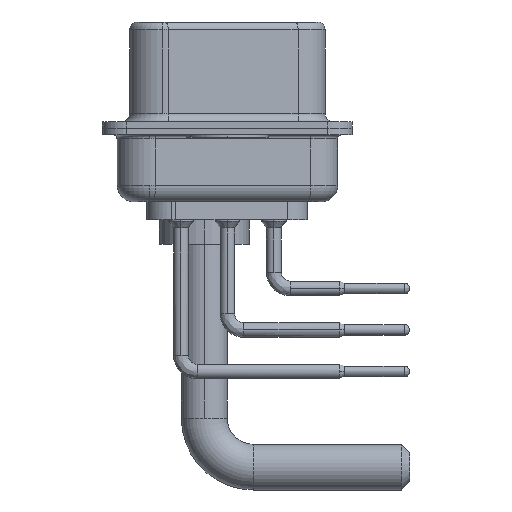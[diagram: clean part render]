
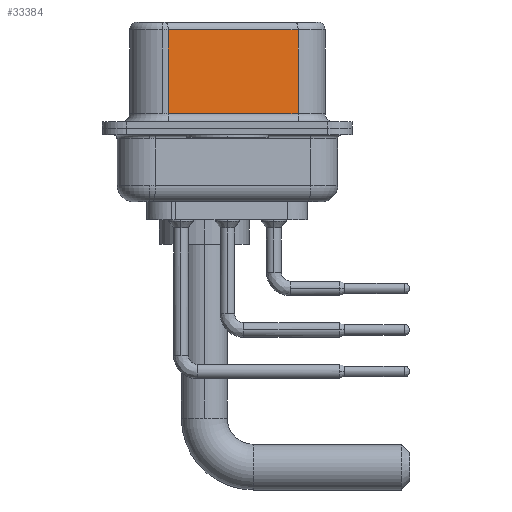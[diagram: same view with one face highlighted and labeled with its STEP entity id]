
A CAD part, left-side view. The second image highlights one B-rep face of the part: STEP entity #33384.
In plain terms, the highlighted planar face has unit normal (-0.985, -0.174, 0).
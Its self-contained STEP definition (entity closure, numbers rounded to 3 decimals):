
#398 = EDGE_CURVE ( 'NONE', #32493, #7966, #11619, .T. ) ;
#2063 = ORIENTED_EDGE ( 'NONE', *, *, #398, .T. ) ;
#2110 = CARTESIAN_POINT ( 'NONE',  ( 3.73, 3.628, 6.02 ) ) ;
#2694 = PLANE ( 'NONE',  #18069 ) ;
#3336 = DIRECTION ( 'NONE',  ( -0.174, 0.985, 0. ) ) ;
#3861 = CARTESIAN_POINT ( 'NONE',  ( 5.132, -4.322, 6.02 ) ) ;
#5314 = VECTOR ( 'NONE', #3336, 1000. ) ;
#6825 = VECTOR ( 'NONE', #23768, 1000. ) ;
#7966 = VERTEX_POINT ( 'NONE', #2110 ) ;
#8634 = EDGE_LOOP ( 'NONE', ( #26050, #2063, #25546, #14153 ) ) ;
#9735 = EDGE_CURVE ( 'NONE', #7966, #31964, #17747, .T. ) ;
#11619 = LINE ( 'NONE', #3861, #5314 ) ;
#11730 = CARTESIAN_POINT ( 'NONE',  ( 5.132, -4.322, 0.9 ) ) ;
#12764 = CARTESIAN_POINT ( 'NONE',  ( 5.132, -4.322, 6.52 ) ) ;
#13147 = FACE_OUTER_BOUND ( 'NONE', #8634, .T. ) ;
#13682 = DIRECTION ( 'NONE',  ( 0.985, 0.174, 0. ) ) ;
#14153 = ORIENTED_EDGE ( 'NONE', *, *, #33048, .T. ) ;
#17131 = LINE ( 'NONE', #11730, #34126 ) ;
#17747 = LINE ( 'NONE', #28721, #31221 ) ;
#18069 = AXIS2_PLACEMENT_3D ( 'NONE', #24495, #13682, #21272 ) ;
#18268 = CARTESIAN_POINT ( 'NONE',  ( 3.73, 3.628, 0.9 ) ) ;
#21272 = DIRECTION ( 'NONE',  ( -0.174, 0.985, 0. ) ) ;
#23768 = DIRECTION ( 'NONE',  ( 0., 0., -1. ) ) ;
#24495 = CARTESIAN_POINT ( 'NONE',  ( 5.132, -4.322, 6.52 ) ) ;
#24848 = EDGE_CURVE ( 'NONE', #32493, #35075, #34742, .T. ) ;
#25546 = ORIENTED_EDGE ( 'NONE', *, *, #9735, .T. ) ;
#26050 = ORIENTED_EDGE ( 'NONE', *, *, #24848, .F. ) ;
#28721 = CARTESIAN_POINT ( 'NONE',  ( 3.73, 3.628, 6.52 ) ) ;
#29199 = CARTESIAN_POINT ( 'NONE',  ( 5.132, -4.322, 6.02 ) ) ;
#30879 = DIRECTION ( 'NONE',  ( 0., 0., -1. ) ) ;
#30903 = CARTESIAN_POINT ( 'NONE',  ( 5.132, -4.322, 0.9 ) ) ;
#31221 = VECTOR ( 'NONE', #30879, 1000. ) ;
#31964 = VERTEX_POINT ( 'NONE', #18268 ) ;
#32493 = VERTEX_POINT ( 'NONE', #29199 ) ;
#33048 = EDGE_CURVE ( 'NONE', #31964, #35075, #17131, .T. ) ;
#33384 = ADVANCED_FACE ( 'NONE', ( #13147 ), #2694, .F. ) ;
#33528 = DIRECTION ( 'NONE',  ( 0.174, -0.985, 0. ) ) ;
#34126 = VECTOR ( 'NONE', #33528, 1000. ) ;
#34742 = LINE ( 'NONE', #12764, #6825 ) ;
#35075 = VERTEX_POINT ( 'NONE', #30903 ) ;
